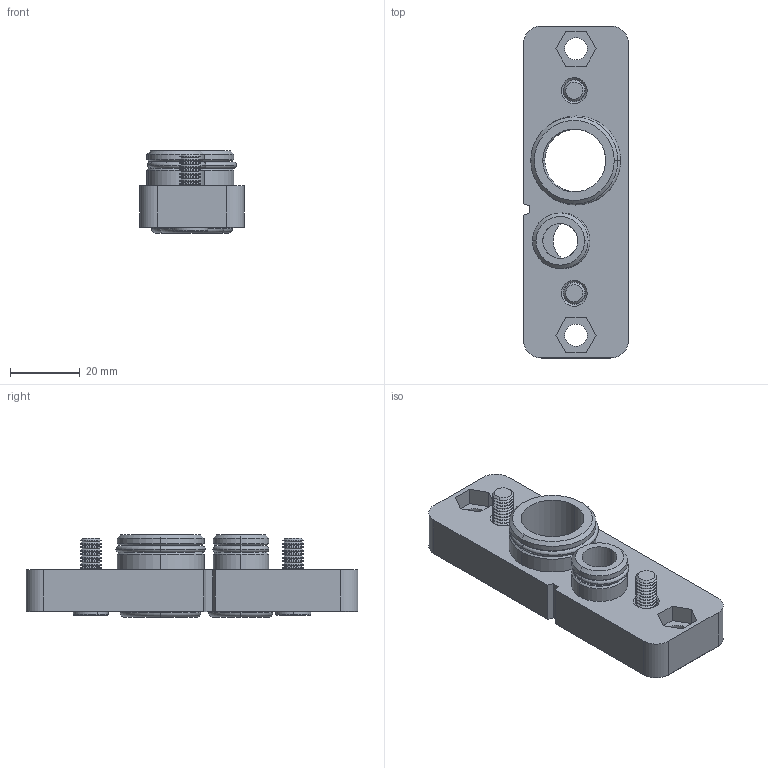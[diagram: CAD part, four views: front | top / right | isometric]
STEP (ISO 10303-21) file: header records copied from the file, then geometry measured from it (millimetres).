
FILE_DESCRIPTION (( 'STEP AP214' ), '1' );
FILE_NAME ('SIC-M211.001.D00.STEP', '2019-02-19T12:15:23', ( '' ), ( '' ), 'SwSTEP 2.0', 'SolidWorks 2018', '' );
FILE_SCHEMA (( 'AUTOMOTIVE_DESIGN' ));
Length unit declared in the file: millimetre
Products named in the file (1): SIC-M211.001.D00
Bounding box: 30 x 95 x 23.52 mm (x, y, z)
Volume: 31868.7 mm3; surface area: 15590.5 mm2
Topology: 7 solids, 7 shells, 333 faces, 811 edges, 496 vertices
Faces by surface type: cone 140, cylinder 98, plane 71, torus 24
Entity records: 13592 total; most frequent: DIRECTION 1923, CARTESIAN_POINT 1637, ORIENTED_EDGE 1614, EDGE_CURVE 807, AXIS2_PLACEMENT_3D 782, VERTEX_POINT 496, CIRCLE 448, EDGE_LOOP 361
